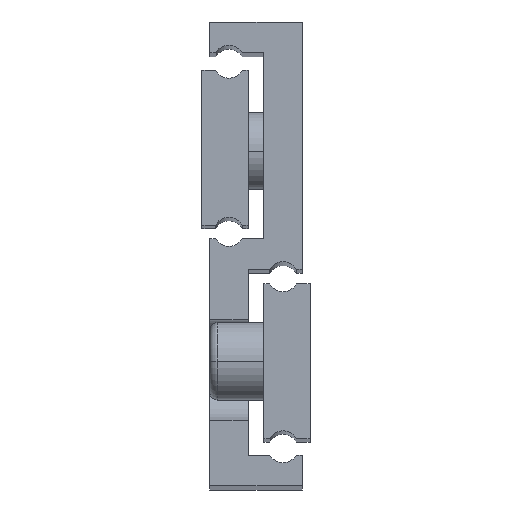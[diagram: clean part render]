
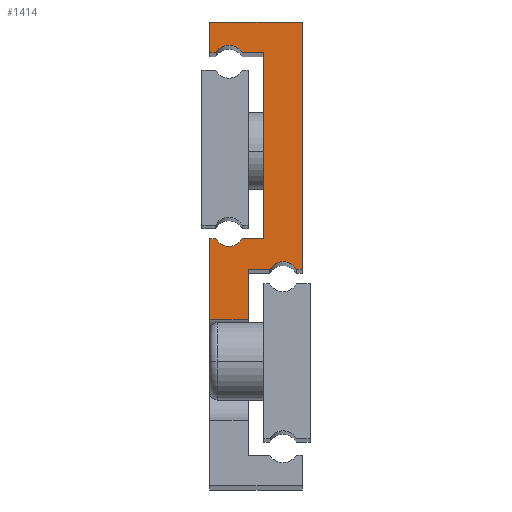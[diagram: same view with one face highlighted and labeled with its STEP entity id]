
A CAD part, top view. The second image highlights one B-rep face of the part: STEP entity #1414.
In plain terms, the highlighted planar face has unit normal (0, 0, 1).
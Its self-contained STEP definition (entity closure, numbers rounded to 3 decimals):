
#8 = ORIENTED_EDGE ( 'NONE', *, *, #1860, .T. ) ;
#11 = VERTEX_POINT ( 'NONE', #274 ) ;
#23 = AXIS2_PLACEMENT_3D ( 'NONE', #175, #1944, #1794 ) ;
#24 = DIRECTION ( 'NONE',  ( -1., 0., 0. ) ) ;
#45 = LINE ( 'NONE', #1646, #598 ) ;
#60 = CARTESIAN_POINT ( 'NONE',  ( 5., 4., 150. ) ) ;
#76 = DIRECTION ( 'NONE',  ( 0., 0., -1. ) ) ;
#91 = ORIENTED_EDGE ( 'NONE', *, *, #883, .T. ) ;
#107 = VERTEX_POINT ( 'NONE', #906 ) ;
#175 = CARTESIAN_POINT ( 'NONE',  ( 9.5, 27., 150. ) ) ;
#177 = EDGE_CURVE ( 'NONE', #1152, #2022, #2075, .T. ) ;
#196 = LINE ( 'NONE', #520, #1896 ) ;
#241 = LINE ( 'NONE', #2061, #1144 ) ;
#246 = CARTESIAN_POINT ( 'NONE',  ( 0., 32., 150. ) ) ;
#272 = CARTESIAN_POINT ( 'NONE',  ( 0., 0., 150. ) ) ;
#274 = CARTESIAN_POINT ( 'NONE',  ( 5., 28., 150. ) ) ;
#285 = LINE ( 'NONE', #272, #945 ) ;
#294 = LINE ( 'NONE', #1289, #299 ) ;
#299 = VECTOR ( 'NONE', #936, 1000. ) ;
#330 = AXIS2_PLACEMENT_3D ( 'NONE', #797, #1458, #2091 ) ;
#331 = ORIENTED_EDGE ( 'NONE', *, *, #1023, .T. ) ;
#360 = LINE ( 'NONE', #1979, #1832 ) ;
#387 = CARTESIAN_POINT ( 'NONE',  ( 7.768, 28., 150. ) ) ;
#392 = VERTEX_POINT ( 'NONE', #1850 ) ;
#395 = VECTOR ( 'NONE', #488, 1000. ) ;
#425 = CARTESIAN_POINT ( 'NONE',  ( 0., 60., 150. ) ) ;
#434 = ORIENTED_EDGE ( 'NONE', *, *, #1151, .T. ) ;
#488 = DIRECTION ( 'NONE',  ( -1., 0., 0. ) ) ;
#499 = EDGE_CURVE ( 'NONE', #655, #1664, #1183, .T. ) ;
#520 = CARTESIAN_POINT ( 'NONE',  ( 12., 28., 150. ) ) ;
#586 = LINE ( 'NONE', #425, #1202 ) ;
#598 = VECTOR ( 'NONE', #1021, 1000. ) ;
#615 = CARTESIAN_POINT ( 'NONE',  ( 0., 60., 150. ) ) ;
#640 = VECTOR ( 'NONE', #1253, 1000. ) ;
#653 = CARTESIAN_POINT ( 'NONE',  ( 0., 21.5, 150. ) ) ;
#655 = VERTEX_POINT ( 'NONE', #910 ) ;
#658 = ORIENTED_EDGE ( 'NONE', *, *, #874, .T. ) ;
#715 = PLANE ( 'NONE',  #740 ) ;
#721 = DIRECTION ( 'NONE',  ( -1., 0., 0. ) ) ;
#740 = AXIS2_PLACEMENT_3D ( 'NONE', #1013, #1660, #1519 ) ;
#797 = CARTESIAN_POINT ( 'NONE',  ( 2.5, 55., 150. ) ) ;
#855 = CARTESIAN_POINT ( 'NONE',  ( 9.5, 21.5, 150. ) ) ;
#871 = VECTOR ( 'NONE', #1445, 1000. ) ;
#874 = EDGE_CURVE ( 'NONE', #1068, #11, #1511, .T. ) ;
#880 = CARTESIAN_POINT ( 'NONE',  ( 2.5, 33., 150. ) ) ;
#883 = EDGE_CURVE ( 'NONE', #11, #1830, #360, .T. ) ;
#886 = DIRECTION ( 'NONE',  ( -1., 0., 0. ) ) ;
#906 = CARTESIAN_POINT ( 'NONE',  ( 12., 28., 150. ) ) ;
#907 = ORIENTED_EDGE ( 'NONE', *, *, #1661, .T. ) ;
#910 = CARTESIAN_POINT ( 'NONE',  ( 4.232, 32., 150. ) ) ;
#933 = VERTEX_POINT ( 'NONE', #1500 ) ;
#936 = DIRECTION ( 'NONE',  ( 0., -1., 0. ) ) ;
#945 = VECTOR ( 'NONE', #1880, 1000. ) ;
#983 = ORIENTED_EDGE ( 'NONE', *, *, #499, .T. ) ;
#995 = VERTEX_POINT ( 'NONE', #1663 ) ;
#1001 = LINE ( 'NONE', #855, #1115 ) ;
#1004 = DIRECTION ( 'NONE',  ( 0., 1., 0. ) ) ;
#1013 = CARTESIAN_POINT ( 'NONE',  ( 9.5, 5., 150. ) ) ;
#1021 = DIRECTION ( 'NONE',  ( 0., 1., 0. ) ) ;
#1023 = EDGE_CURVE ( 'NONE', #1940, #1748, #285, .T. ) ;
#1062 = EDGE_CURVE ( 'NONE', #1664, #1940, #241, .T. ) ;
#1068 = VERTEX_POINT ( 'NONE', #1869 ) ;
#1071 = EDGE_LOOP ( 'NONE', ( #1952, #658, #91, #1503, #8, #1770, #434, #1100, #1225, #2086, #907, #2094, #1546, #983, #1958, #331 ) ) ;
#1100 = ORIENTED_EDGE ( 'NONE', *, *, #177, .T. ) ;
#1115 = VECTOR ( 'NONE', #24, 1000. ) ;
#1121 = EDGE_CURVE ( 'NONE', #2022, #1640, #2029, .T. ) ;
#1126 = LINE ( 'NONE', #1457, #395 ) ;
#1144 = VECTOR ( 'NONE', #886, 1000. ) ;
#1151 = EDGE_CURVE ( 'NONE', #2001, #1152, #586, .T. ) ;
#1152 = VERTEX_POINT ( 'NONE', #1957 ) ;
#1183 = CIRCLE ( 'NONE', #1459, 2. ) ;
#1202 = VECTOR ( 'NONE', #1272, 1000. ) ;
#1225 = ORIENTED_EDGE ( 'NONE', *, *, #1121, .T. ) ;
#1243 = VERTEX_POINT ( 'NONE', #1751 ) ;
#1253 = DIRECTION ( 'NONE',  ( 1., 0., 0. ) ) ;
#1255 = DIRECTION ( 'NONE',  ( 0., -1., 0. ) ) ;
#1272 = DIRECTION ( 'NONE',  ( -1., 0., 0. ) ) ;
#1274 = VECTOR ( 'NONE', #1004, 1000. ) ;
#1289 = CARTESIAN_POINT ( 'NONE',  ( 7., 32., 150. ) ) ;
#1316 = DIRECTION ( 'NONE',  ( 1., 0., 0. ) ) ;
#1354 = CARTESIAN_POINT ( 'NONE',  ( 12., 60., 150. ) ) ;
#1364 = EDGE_CURVE ( 'NONE', #1068, #1748, #1001, .T. ) ;
#1391 = CARTESIAN_POINT ( 'NONE',  ( 0., 56., 150. ) ) ;
#1414 = ADVANCED_FACE ( 'NONE', ( #1647 ), #715, .T. ) ;
#1437 = LINE ( 'NONE', #1775, #871 ) ;
#1445 = DIRECTION ( 'NONE',  ( 1., 0., 0. ) ) ;
#1457 = CARTESIAN_POINT ( 'NONE',  ( 4.232, 32., 150. ) ) ;
#1458 = DIRECTION ( 'NONE',  ( 0., 0., -1. ) ) ;
#1459 = AXIS2_PLACEMENT_3D ( 'NONE', #880, #76, #721 ) ;
#1500 = CARTESIAN_POINT ( 'NONE',  ( 11.232, 28., 150. ) ) ;
#1503 = ORIENTED_EDGE ( 'NONE', *, *, #1636, .T. ) ;
#1507 = DIRECTION ( 'NONE',  ( 1., 0., 0. ) ) ;
#1510 = CIRCLE ( 'NONE', #330, 2. ) ;
#1511 = LINE ( 'NONE', #60, #1274 ) ;
#1519 = DIRECTION ( 'NONE',  ( 1., 0., 0. ) ) ;
#1546 = ORIENTED_EDGE ( 'NONE', *, *, #2081, .T. ) ;
#1586 = CARTESIAN_POINT ( 'NONE',  ( 0.768, 32., 150. ) ) ;
#1636 = EDGE_CURVE ( 'NONE', #1830, #933, #1859, .T. ) ;
#1640 = VERTEX_POINT ( 'NONE', #1911 ) ;
#1646 = CARTESIAN_POINT ( 'NONE',  ( 12., 28., 150. ) ) ;
#1647 = FACE_OUTER_BOUND ( 'NONE', #1071, .T. ) ;
#1660 = DIRECTION ( 'NONE',  ( 0., 0., 1. ) ) ;
#1661 = EDGE_CURVE ( 'NONE', #995, #1243, #1437, .T. ) ;
#1663 = CARTESIAN_POINT ( 'NONE',  ( 4.232, 56., 150. ) ) ;
#1664 = VERTEX_POINT ( 'NONE', #1586 ) ;
#1704 = CARTESIAN_POINT ( 'NONE',  ( 0., 56., 150. ) ) ;
#1728 = EDGE_CURVE ( 'NONE', #1640, #995, #1510, .T. ) ;
#1748 = VERTEX_POINT ( 'NONE', #653 ) ;
#1751 = CARTESIAN_POINT ( 'NONE',  ( 7., 56., 150. ) ) ;
#1758 = EDGE_CURVE ( 'NONE', #1243, #392, #294, .T. ) ;
#1770 = ORIENTED_EDGE ( 'NONE', *, *, #1798, .T. ) ;
#1775 = CARTESIAN_POINT ( 'NONE',  ( 4.232, 56., 150. ) ) ;
#1794 = DIRECTION ( 'NONE',  ( -1., 0., 0. ) ) ;
#1798 = EDGE_CURVE ( 'NONE', #107, #2001, #45, .T. ) ;
#1830 = VERTEX_POINT ( 'NONE', #387 ) ;
#1832 = VECTOR ( 'NONE', #1316, 1000. ) ;
#1850 = CARTESIAN_POINT ( 'NONE',  ( 7., 32., 150. ) ) ;
#1859 = CIRCLE ( 'NONE', #23, 2. ) ;
#1860 = EDGE_CURVE ( 'NONE', #933, #107, #196, .T. ) ;
#1869 = CARTESIAN_POINT ( 'NONE',  ( 5., 21.5, 150. ) ) ;
#1880 = DIRECTION ( 'NONE',  ( 0., -1., 0. ) ) ;
#1896 = VECTOR ( 'NONE', #1507, 1000. ) ;
#1910 = VECTOR ( 'NONE', #1255, 1000. ) ;
#1911 = CARTESIAN_POINT ( 'NONE',  ( 0.768, 56., 150. ) ) ;
#1940 = VERTEX_POINT ( 'NONE', #246 ) ;
#1944 = DIRECTION ( 'NONE',  ( 0., 0., -1. ) ) ;
#1952 = ORIENTED_EDGE ( 'NONE', *, *, #1364, .F. ) ;
#1957 = CARTESIAN_POINT ( 'NONE',  ( 0., 60., 150. ) ) ;
#1958 = ORIENTED_EDGE ( 'NONE', *, *, #1062, .T. ) ;
#1979 = CARTESIAN_POINT ( 'NONE',  ( 7.768, 28., 150. ) ) ;
#2001 = VERTEX_POINT ( 'NONE', #1354 ) ;
#2022 = VERTEX_POINT ( 'NONE', #1704 ) ;
#2029 = LINE ( 'NONE', #1391, #640 ) ;
#2061 = CARTESIAN_POINT ( 'NONE',  ( 0., 32., 150. ) ) ;
#2075 = LINE ( 'NONE', #615, #1910 ) ;
#2081 = EDGE_CURVE ( 'NONE', #392, #655, #1126, .T. ) ;
#2086 = ORIENTED_EDGE ( 'NONE', *, *, #1728, .T. ) ;
#2091 = DIRECTION ( 'NONE',  ( 1., 0., 0. ) ) ;
#2094 = ORIENTED_EDGE ( 'NONE', *, *, #1758, .T. ) ;
